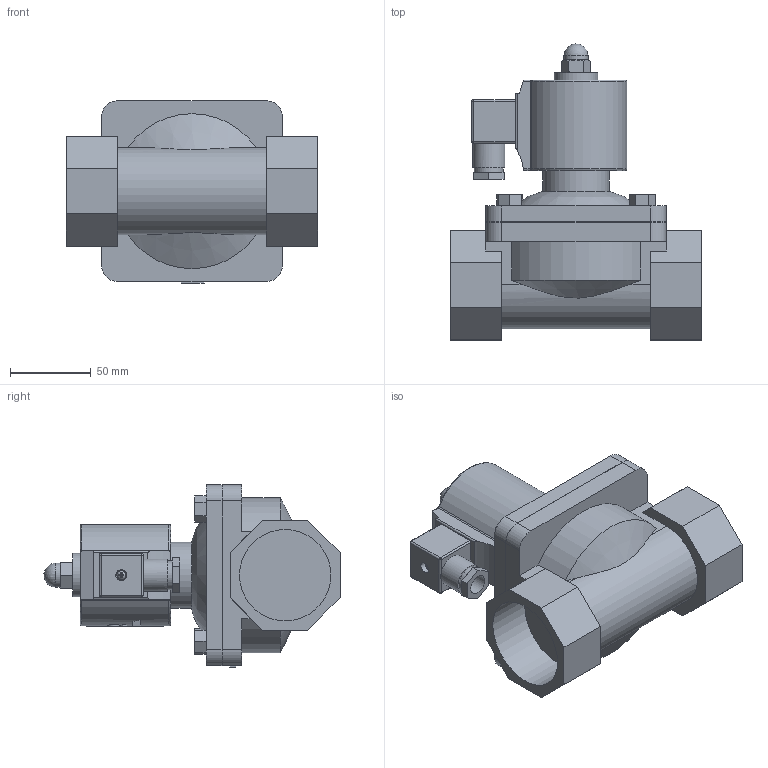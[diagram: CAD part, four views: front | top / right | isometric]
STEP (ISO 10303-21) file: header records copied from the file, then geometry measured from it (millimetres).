
FILE_DESCRIPTION(/* description */ ('СК-11-50'),/* implementation_level */ '2;1');
FILE_NAME(/* name */ 'СК-11-50.stp',/* time_stamp */ '2023-02-13T14:04:57+03:00',/* author */ ('Tech'),/* organization */ (''),/* preprocessor_version */ 'ST-DEVELOPER v18.1',/* originating_system */ 'Autodesk Inventor 2021',/* authorisation */ '');
FILE_SCHEMA (('AUTOMOTIVE_DESIGN { 1 0 10303 214 3 1 1 }'));
Length unit declared in the file: millimetre
Products named in the file (1): СК-11-50
Bounding box: 156 x 183.45 x 113 mm (x, y, z)
Volume: 931236.3 mm3; surface area: 118060.5 mm2
Topology: 8 solids, 8 shells, 349 faces, 899 edges, 595 vertices
Faces by surface type: plane 215, cylinder 97, cone 20, torus 9, sphere 7, bspline 1
Full cylindrical faces by diameter (mm): 2.584 x1, 3 x2, 4.5 x1, 5.115 x1, 5.5 x3, 6.8 x1, 8.376 x1, 10 x2, 10.5 x1, 12 x1, 12.3 x1, 15 x1, 16.7 x1, 18 x1, 20 x3, 21 x1, 27 x1, 41 x1, 56.656 x2
Entity records: 11101 total; most frequent: CARTESIAN_POINT 2389, DIRECTION 1822, ORIENTED_EDGE 1788, EDGE_CURVE 894, AXIS2_PLACEMENT_3D 657, VERTEX_POINT 595, LINE 508, VECTOR 508
